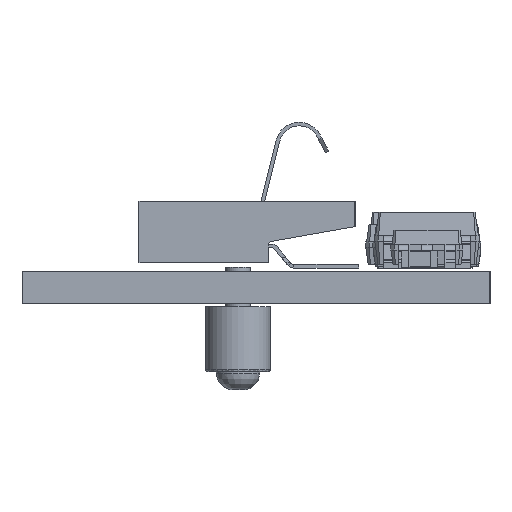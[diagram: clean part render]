
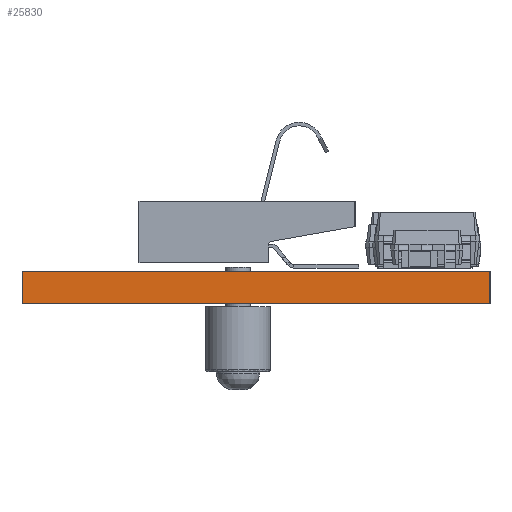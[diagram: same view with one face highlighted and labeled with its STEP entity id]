
A CAD part, left-side view. The second image highlights one B-rep face of the part: STEP entity #25830.
In plain terms, the highlighted planar face has unit normal (-1, 0, 0).
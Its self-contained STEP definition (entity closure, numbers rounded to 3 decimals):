
#23872 = EDGE_CURVE('',#23873,#23875,#23877,.T.);
#23873 = VERTEX_POINT('',#23874);
#23874 = CARTESIAN_POINT('',(57.,-100.,0.));
#23875 = VERTEX_POINT('',#23876);
#23876 = CARTESIAN_POINT('',(57.,-100.,0.91));
#23877 = LINE('',#23878,#23879);
#23878 = CARTESIAN_POINT('',(57.,-100.,0.));
#23879 = VECTOR('',#23880,1.);
#23880 = DIRECTION('',(0.,0.,1.));
#23936 = EDGE_CURVE('',#23937,#23873,#23939,.T.);
#23937 = VERTEX_POINT('',#23938);
#23938 = CARTESIAN_POINT('',(57.,-113.,0.));
#23939 = LINE('',#23940,#23941);
#23940 = CARTESIAN_POINT('',(57.,-113.,0.));
#23941 = VECTOR('',#23942,1.);
#23942 = DIRECTION('',(0.,1.,0.));
#24886 = EDGE_CURVE('',#24887,#23875,#24889,.T.);
#24887 = VERTEX_POINT('',#24888);
#24888 = CARTESIAN_POINT('',(57.,-113.,0.91));
#24889 = LINE('',#24890,#24891);
#24890 = CARTESIAN_POINT('',(57.,-113.,0.91));
#24891 = VECTOR('',#24892,1.);
#24892 = DIRECTION('',(0.,1.,0.));
#25830 = ADVANCED_FACE('',(#25831),#25842,.T.);
#25831 = FACE_BOUND('',#25832,.T.);
#25832 = EDGE_LOOP('',(#25833,#25839,#25840,#25841));
#25833 = ORIENTED_EDGE('',*,*,#25834,.T.);
#25834 = EDGE_CURVE('',#23937,#24887,#25835,.T.);
#25835 = LINE('',#25836,#25837);
#25836 = CARTESIAN_POINT('',(57.,-113.,0.));
#25837 = VECTOR('',#25838,1.);
#25838 = DIRECTION('',(0.,0.,1.));
#25839 = ORIENTED_EDGE('',*,*,#24886,.T.);
#25840 = ORIENTED_EDGE('',*,*,#23872,.F.);
#25841 = ORIENTED_EDGE('',*,*,#23936,.F.);
#25842 = PLANE('',#25843);
#25843 = AXIS2_PLACEMENT_3D('',#25844,#25845,#25846);
#25844 = CARTESIAN_POINT('',(57.,-113.,0.));
#25845 = DIRECTION('',(-1.,0.,0.));
#25846 = DIRECTION('',(0.,1.,0.));
